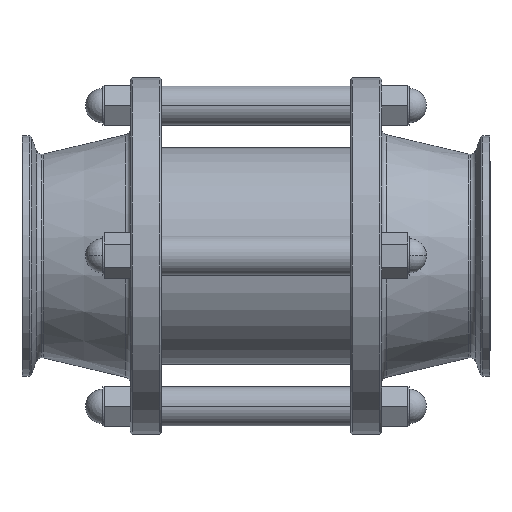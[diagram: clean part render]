
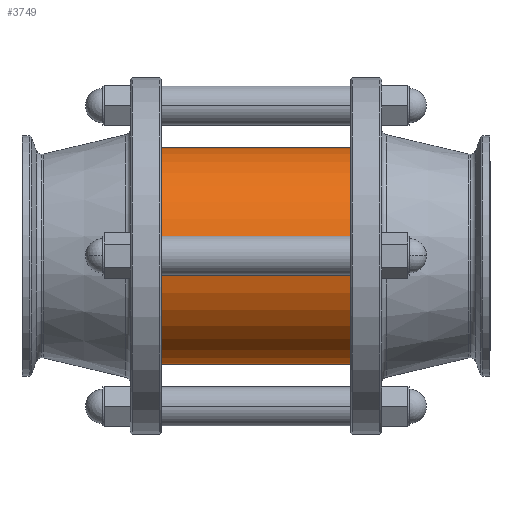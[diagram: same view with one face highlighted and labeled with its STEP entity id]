
A CAD part, top view. The second image highlights one B-rep face of the part: STEP entity #3749.
In plain terms, the highlighted cylindrical face has radius 35 mm (diameter 70 mm), a partial arc.
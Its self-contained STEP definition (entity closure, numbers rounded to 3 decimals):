
#305 = AXIS2_PLACEMENT_3D ( 'NONE', #2445, #4694, #2381 ) ;
#602 = VERTEX_POINT ( 'NONE', #1674 ) ;
#609 = CARTESIAN_POINT ( 'NONE',  ( 42.5, -35., 0. ) ) ;
#976 = EDGE_CURVE ( 'NONE', #3099, #3992, #2202, .T. ) ;
#1356 = CIRCLE ( 'NONE', #2500, 35. ) ;
#1388 = ORIENTED_EDGE ( 'NONE', *, *, #2097, .F. ) ;
#1595 = ORIENTED_EDGE ( 'NONE', *, *, #3316, .T. ) ;
#1599 = DIRECTION ( 'NONE',  ( 0., -1., 0. ) ) ;
#1674 = CARTESIAN_POINT ( 'NONE',  ( 42.5, 35., 0. ) ) ;
#1847 = AXIS2_PLACEMENT_3D ( 'NONE', #5725, #3900, #1599 ) ;
#1864 = CYLINDRICAL_SURFACE ( 'NONE', #1847, 35. ) ;
#2059 = ORIENTED_EDGE ( 'NONE', *, *, #3858, .T. ) ;
#2097 = EDGE_CURVE ( 'NONE', #3992, #5208, #1356, .T. ) ;
#2173 = CARTESIAN_POINT ( 'NONE',  ( -42.5, 0., 0. ) ) ;
#2202 = LINE ( 'NONE', #3968, #5895 ) ;
#2225 = VECTOR ( 'NONE', #5166, 1000. ) ;
#2381 = DIRECTION ( 'NONE',  ( 0., -1., 0. ) ) ;
#2445 = CARTESIAN_POINT ( 'NONE',  ( 42.5, 0., 0. ) ) ;
#2500 = AXIS2_PLACEMENT_3D ( 'NONE', #2173, #4448, #2707 ) ;
#2504 = CIRCLE ( 'NONE', #305, 35. ) ;
#2572 = CARTESIAN_POINT ( 'NONE',  ( -42.5, -35., 0. ) ) ;
#2707 = DIRECTION ( 'NONE',  ( 0., -1., 0. ) ) ;
#2814 = FACE_OUTER_BOUND ( 'NONE', #4133, .T. ) ;
#3099 = VERTEX_POINT ( 'NONE', #609 ) ;
#3231 = ORIENTED_EDGE ( 'NONE', *, *, #976, .F. ) ;
#3316 = EDGE_CURVE ( 'NONE', #3099, #602, #2504, .T. ) ;
#3400 = CARTESIAN_POINT ( 'NONE',  ( -43., 35., 0. ) ) ;
#3749 = ADVANCED_FACE ( 'NONE', ( #2814 ), #1864, .T. ) ;
#3858 = EDGE_CURVE ( 'NONE', #602, #5208, #4292, .T. ) ;
#3900 = DIRECTION ( 'NONE',  ( -1., 0., 0. ) ) ;
#3968 = CARTESIAN_POINT ( 'NONE',  ( -43., -35., 0. ) ) ;
#3992 = VERTEX_POINT ( 'NONE', #2572 ) ;
#4133 = EDGE_LOOP ( 'NONE', ( #1595, #2059, #1388, #3231 ) ) ;
#4292 = LINE ( 'NONE', #3400, #2225 ) ;
#4448 = DIRECTION ( 'NONE',  ( -1., 0., 0. ) ) ;
#4694 = DIRECTION ( 'NONE',  ( -1., 0., 0. ) ) ;
#5166 = DIRECTION ( 'NONE',  ( -1., 0., 0. ) ) ;
#5208 = VERTEX_POINT ( 'NONE', #5667 ) ;
#5667 = CARTESIAN_POINT ( 'NONE',  ( -42.5, 35., 0. ) ) ;
#5725 = CARTESIAN_POINT ( 'NONE',  ( -43., 0., 0. ) ) ;
#5881 = DIRECTION ( 'NONE',  ( -1., 0., 0. ) ) ;
#5895 = VECTOR ( 'NONE', #5881, 1000. ) ;
